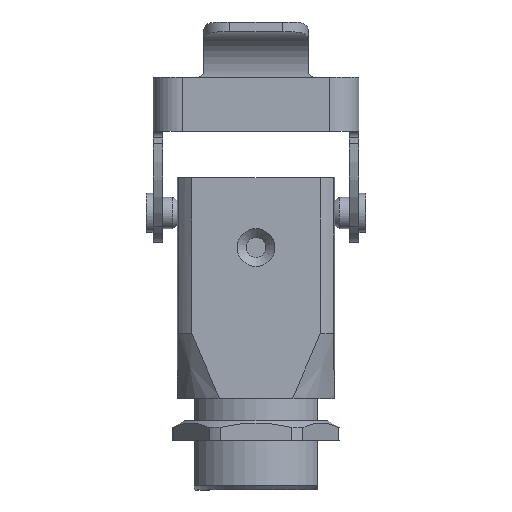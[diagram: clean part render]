
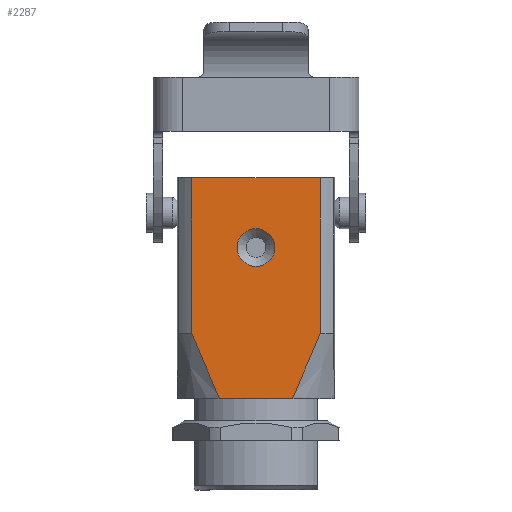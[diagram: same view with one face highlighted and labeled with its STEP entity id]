
A CAD part, left-side view. The second image highlights one B-rep face of the part: STEP entity #2287.
In plain terms, the highlighted planar face has unit normal (-1, 0, 0).
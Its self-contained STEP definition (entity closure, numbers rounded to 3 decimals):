
#216=B_SPLINE_CURVE_WITH_KNOTS('',3,(#8076,#8077,#8078,#8079),
 .UNSPECIFIED.,.F.,.F.,(4,4),(0.,1.),.UNSPECIFIED.);
#217=B_SPLINE_CURVE_WITH_KNOTS('',3,(#8084,#8085,#8086,#8087),
 .UNSPECIFIED.,.F.,.F.,(4,4),(0.,1.),.UNSPECIFIED.);
#970=(
BOUNDED_CURVE()
B_SPLINE_CURVE(2,(#8089,#8090,#8091,#8092,#8093,#8094,#8095,#8096,#8097,
#8098,#8099,#8100,#8101,#8102,#8103,#8104,#8105,#8106,#8107,#8108,#8109,
#8110,#8111,#8112,#8113,#8114,#8115,#8116,#8117,#8118,#8119,#8120,#8121,
#8122,#8123,#8124,#8125,#8126,#8127),.UNSPECIFIED.,.F.,.F.)
B_SPLINE_CURVE_WITH_KNOTS((3,2,2,2,2,2,2,2,2,2,2,2,2,2,2,2,2,2,2,3),(0.,
0.115,0.204,0.272,0.325,
0.365,0.396,0.42,0.439,
0.453,0.547,0.561,0.58,
0.604,0.635,0.675,0.728,
0.796,0.885,1.),.UNSPECIFIED.)
CURVE()
GEOMETRIC_REPRESENTATION_ITEM()
RATIONAL_B_SPLINE_CURVE((1.002,1.002,1.002,
1.002,1.002,1.002,1.002,1.002,
1.002,1.002,1.002,1.002,1.002,
1.002,1.002,1.002,1.002,1.002,
1.002,1.01,1.001,1.001,1.001,
1.001,1.001,1.001,1.001,1.001,
1.001,1.001,1.001,1.001,1.001,
1.001,1.001,1.001,1.001,1.001,
1.001))
REPRESENTATION_ITEM('')
);
#971=(
BOUNDED_CURVE()
B_SPLINE_CURVE(2,(#8135,#8136,#8137),.UNSPECIFIED.,.F.,.F.)
B_SPLINE_CURVE_WITH_KNOTS((3,3),(0.,1.),.UNSPECIFIED.)
CURVE()
GEOMETRIC_REPRESENTATION_ITEM()
RATIONAL_B_SPLINE_CURVE((1.001,1.01,1.002))
REPRESENTATION_ITEM('')
);
#1276=PLANE('',#6336);
#1439=LINE('',#8082,#1863);
#1440=LINE('',#8129,#1864);
#1441=LINE('',#8131,#1865);
#1442=LINE('',#8133,#1866);
#1863=VECTOR('',#6806,1.);
#1864=VECTOR('',#6807,1.);
#1865=VECTOR('',#6808,1.);
#1866=VECTOR('',#6809,1.);
#2287=ADVANCED_FACE('',(#2664,#2665),#1276,.T.);
#2664=FACE_BOUND('',#2775,.T.);
#2665=FACE_BOUND('',#2776,.T.);
#2775=EDGE_LOOP('',(#3201));
#2776=EDGE_LOOP('',(#3202,#3203,#3204,#3205,#3206,#3207,#3208,#3209));
#3201=ORIENTED_EDGE('',*,*,#5267,.T.);
#3202=ORIENTED_EDGE('',*,*,#5268,.T.);
#3203=ORIENTED_EDGE('',*,*,#5269,.T.);
#3204=ORIENTED_EDGE('',*,*,#5270,.T.);
#3205=ORIENTED_EDGE('',*,*,#5271,.T.);
#3206=ORIENTED_EDGE('',*,*,#5272,.T.);
#3207=ORIENTED_EDGE('',*,*,#5273,.T.);
#3208=ORIENTED_EDGE('',*,*,#5274,.T.);
#3209=ORIENTED_EDGE('',*,*,#5275,.T.);
#4729=VERTEX_POINT('',#8075);
#4730=VERTEX_POINT('',#8080);
#4731=VERTEX_POINT('',#8081);
#4732=VERTEX_POINT('',#8083);
#4733=VERTEX_POINT('',#8088);
#4734=VERTEX_POINT('',#8128);
#4735=VERTEX_POINT('',#8130);
#4736=VERTEX_POINT('',#8132);
#4737=VERTEX_POINT('',#8134);
#5267=EDGE_CURVE('',#4729,#4729,#6032,.T.);
#5268=EDGE_CURVE('',#4730,#4731,#216,.T.);
#5269=EDGE_CURVE('',#4731,#4732,#1439,.T.);
#5270=EDGE_CURVE('',#4732,#4733,#217,.T.);
#5271=EDGE_CURVE('',#4733,#4734,#970,.T.);
#5272=EDGE_CURVE('',#4734,#4735,#1440,.T.);
#5273=EDGE_CURVE('',#4735,#4736,#1441,.T.);
#5274=EDGE_CURVE('',#4736,#4737,#1442,.T.);
#5275=EDGE_CURVE('',#4737,#4730,#971,.T.);
#6032=CIRCLE('',#6335,2.9);
#6335=AXIS2_PLACEMENT_3D('',#8074,#6804,#6805);
#6336=AXIS2_PLACEMENT_3D('',#8138,#6810,#6811);
#6804=DIRECTION('',(1.,0.,0.));
#6805=DIRECTION('',(0.,0.,1.));
#6806=DIRECTION('',(0.,-1.,0.));
#6807=DIRECTION('',(0.,0.,1.));
#6808=DIRECTION('',(0.,1.,0.));
#6809=DIRECTION('',(0.,0.,-1.));
#6810=DIRECTION('',(-1.,0.,0.));
#6811=DIRECTION('',(0.,-1.,0.));
#8074=CARTESIAN_POINT('',(-12.1,0.,0.));
#8075=CARTESIAN_POINT('',(-12.1,0.,2.9));
#8076=CARTESIAN_POINT('',(-12.1,5.889,-22.518));
#8077=CARTESIAN_POINT('',(-12.1,5.769,-22.746));
#8078=CARTESIAN_POINT('',(-12.1,5.646,-22.974));
#8079=CARTESIAN_POINT('',(-12.1,5.521,-23.2));
#8080=CARTESIAN_POINT('',(-12.1,5.889,-22.518));
#8081=CARTESIAN_POINT('',(-12.1,5.521,-23.2));
#8082=CARTESIAN_POINT('',(-12.1,11.889,-23.2));
#8083=CARTESIAN_POINT('',(-12.1,-5.521,-23.2));
#8084=CARTESIAN_POINT('',(-12.1,-5.521,-23.2));
#8085=CARTESIAN_POINT('',(-12.1,-5.646,-22.974));
#8086=CARTESIAN_POINT('',(-12.1,-5.768,-22.747));
#8087=CARTESIAN_POINT('',(-12.1,-5.889,-22.518));
#8088=CARTESIAN_POINT('',(-12.1,-5.889,-22.518));
#8089=CARTESIAN_POINT('',(-12.1,11.02,-54.689));
#8090=CARTESIAN_POINT('',(-12.1,8.866,-50.591));
#8091=CARTESIAN_POINT('',(-12.1,6.712,-46.492));
#8092=CARTESIAN_POINT('',(-12.1,5.055,-43.339));
#8093=CARTESIAN_POINT('',(-12.1,3.398,-40.187));
#8094=CARTESIAN_POINT('',(-12.1,2.123,-37.761));
#8095=CARTESIAN_POINT('',(-12.1,0.848,-35.336));
#8096=CARTESIAN_POINT('',(-12.1,-0.132,-33.471));
#8097=CARTESIAN_POINT('',(-12.1,-1.113,-31.605));
#8098=CARTESIAN_POINT('',(-12.1,-1.867,-30.17));
#8099=CARTESIAN_POINT('',(-12.1,-2.621,-28.735));
#8100=CARTESIAN_POINT('',(-12.1,-3.201,-27.631));
#8101=CARTESIAN_POINT('',(-12.1,-3.781,-26.527));
#8102=CARTESIAN_POINT('',(-12.1,-4.228,-25.678));
#8103=CARTESIAN_POINT('',(-12.1,-4.674,-24.829));
#8104=CARTESIAN_POINT('',(-12.1,-5.017,-24.176));
#8105=CARTESIAN_POINT('',(-12.1,-5.361,-23.523));
#8106=CARTESIAN_POINT('',(-12.1,-5.625,-23.02));
#8107=CARTESIAN_POINT('',(-12.1,-5.889,-22.518));
#8108=CARTESIAN_POINT('',(-12.1,-7.635,-19.195));
#8109=CARTESIAN_POINT('',(-12.1,-9.643,-13.753));
#8110=CARTESIAN_POINT('',(-12.1,-9.947,-12.93));
#8111=CARTESIAN_POINT('',(-12.1,-10.251,-12.106));
#8112=CARTESIAN_POINT('',(-12.1,-10.646,-11.035));
#8113=CARTESIAN_POINT('',(-12.1,-11.042,-9.965));
#8114=CARTESIAN_POINT('',(-12.1,-11.555,-8.573));
#8115=CARTESIAN_POINT('',(-12.1,-12.069,-7.181));
#8116=CARTESIAN_POINT('',(-12.1,-12.736,-5.372));
#8117=CARTESIAN_POINT('',(-12.1,-13.404,-3.562));
#8118=CARTESIAN_POINT('',(-12.1,-14.272,-1.21));
#8119=CARTESIAN_POINT('',(-12.1,-15.14,1.142));
#8120=CARTESIAN_POINT('',(-12.1,-16.269,4.2));
#8121=CARTESIAN_POINT('',(-12.1,-17.397,7.258));
#8122=CARTESIAN_POINT('',(-12.1,-18.864,11.233));
#8123=CARTESIAN_POINT('',(-12.1,-20.331,15.208));
#8124=CARTESIAN_POINT('',(-12.1,-22.238,20.376));
#8125=CARTESIAN_POINT('',(-12.1,-24.145,25.543));
#8126=CARTESIAN_POINT('',(-12.1,-26.624,32.261));
#8127=CARTESIAN_POINT('',(-12.1,-29.103,38.979));
#8128=CARTESIAN_POINT('',(-12.1,-9.846,-13.204));
#8129=CARTESIAN_POINT('',(-12.1,-9.846,-12.632));
#8130=CARTESIAN_POINT('',(-12.1,-9.846,10.694));
#8131=CARTESIAN_POINT('',(-12.1,-9.846,10.694));
#8132=CARTESIAN_POINT('',(-12.1,9.846,10.694));
#8133=CARTESIAN_POINT('',(-12.1,9.846,10.694));
#8134=CARTESIAN_POINT('',(-12.1,9.846,-13.2));
#8135=CARTESIAN_POINT('',(-12.1,9.643,-13.753));
#8136=CARTESIAN_POINT('',(-12.1,7.635,-19.195));
#8137=CARTESIAN_POINT('',(-12.1,5.889,-22.518));
#8138=CARTESIAN_POINT('',(-12.1,11.889,-23.2));
